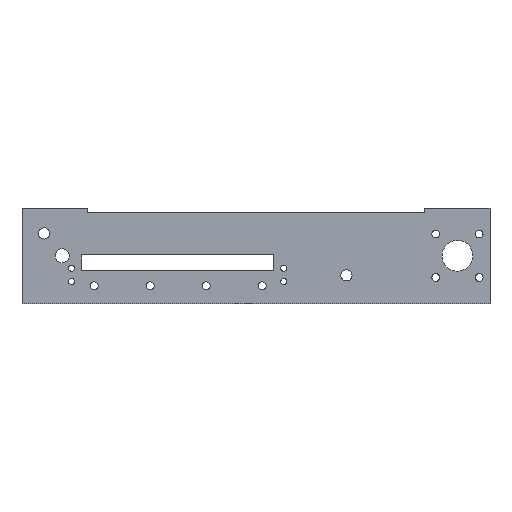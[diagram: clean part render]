
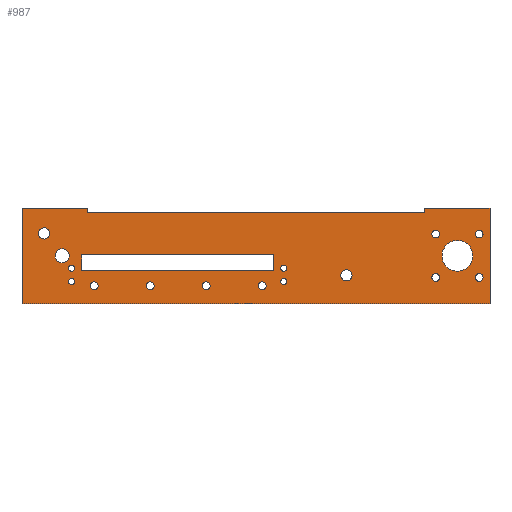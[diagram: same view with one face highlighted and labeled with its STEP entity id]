
A CAD part, top view. The second image highlights one B-rep face of the part: STEP entity #987.
In plain terms, the highlighted planar face has unit normal (0, 0, 1).
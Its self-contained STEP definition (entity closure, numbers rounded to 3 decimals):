
#305 = VERTEX_POINT('',#306);
#306 = CARTESIAN_POINT('',(200.,31.52,3.));
#312 = EDGE_CURVE('',#313,#305,#315,.T.);
#313 = VERTEX_POINT('',#314);
#314 = CARTESIAN_POINT('',(-134.246,31.52,3.));
#315 = LINE('',#316,#317);
#316 = CARTESIAN_POINT('',(100.,31.52,3.));
#317 = VECTOR('',#318,1.);
#318 = DIRECTION('',(1.,0.,0.));
#336 = EDGE_CURVE('',#337,#313,#339,.T.);
#337 = VERTEX_POINT('',#338);
#338 = CARTESIAN_POINT('',(-134.246,100.,3.));
#339 = LINE('',#340,#341);
#340 = CARTESIAN_POINT('',(-134.246,15.76,3.));
#341 = VECTOR('',#342,1.);
#342 = DIRECTION('',(0.,-1.,0.));
#360 = EDGE_CURVE('',#337,#361,#363,.T.);
#361 = VERTEX_POINT('',#362);
#362 = CARTESIAN_POINT('',(-87.746,100.,3.));
#363 = LINE('',#364,#365);
#364 = CARTESIAN_POINT('',(-200.,100.,3.));
#365 = VECTOR('',#366,1.);
#366 = DIRECTION('',(1.,0.,0.));
#382 = EDGE_CURVE('',#383,#361,#385,.T.);
#383 = VERTEX_POINT('',#384);
#384 = CARTESIAN_POINT('',(-87.746,97.,3.));
#385 = LINE('',#386,#387);
#386 = CARTESIAN_POINT('',(-87.746,97.,3.));
#387 = VECTOR('',#388,1.);
#388 = DIRECTION('',(0.,1.,0.));
#406 = EDGE_CURVE('',#407,#383,#409,.T.);
#407 = VERTEX_POINT('',#408);
#408 = CARTESIAN_POINT('',(153.5,97.,3.));
#409 = LINE('',#410,#411);
#410 = CARTESIAN_POINT('',(153.5,97.,3.));
#411 = VECTOR('',#412,1.);
#412 = DIRECTION('',(-1.,0.,0.));
#430 = EDGE_CURVE('',#431,#407,#433,.T.);
#431 = VERTEX_POINT('',#432);
#432 = CARTESIAN_POINT('',(153.5,100.,3.));
#433 = LINE('',#434,#435);
#434 = CARTESIAN_POINT('',(153.5,100.,3.));
#435 = VECTOR('',#436,1.);
#436 = DIRECTION('',(0.,-1.,0.));
#456 = EDGE_CURVE('',#431,#457,#459,.T.);
#457 = VERTEX_POINT('',#458);
#458 = CARTESIAN_POINT('',(200.,100.,3.));
#459 = LINE('',#460,#461);
#460 = CARTESIAN_POINT('',(-200.,100.,3.));
#461 = VECTOR('',#462,1.);
#462 = DIRECTION('',(1.,0.,0.));
#480 = EDGE_CURVE('',#457,#305,#481,.T.);
#481 = LINE('',#482,#483);
#482 = CARTESIAN_POINT('',(200.,100.,3.));
#483 = VECTOR('',#484,1.);
#484 = DIRECTION('',(0.,-1.,0.));
#495 = EDGE_CURVE('',#496,#496,#498,.T.);
#496 = VERTEX_POINT('',#497);
#497 = CARTESIAN_POINT('',(-79.907,44.498,3.));
#498 = CIRCLE('',#499,2.75);
#499 = AXIS2_PLACEMENT_3D('',#500,#501,#502);
#500 = CARTESIAN_POINT('',(-82.657,44.498,3.));
#501 = DIRECTION('',(0.,0.,1.));
#502 = DIRECTION('',(1.,0.,0.));
#522 = VERTEX_POINT('',#523);
#523 = CARTESIAN_POINT('',(-96.604,47.491,3.));
#529 = EDGE_CURVE('',#522,#522,#530,.T.);
#530 = CIRCLE('',#531,2.2);
#531 = AXIS2_PLACEMENT_3D('',#532,#533,#534);
#532 = CARTESIAN_POINT('',(-98.804,47.491,3.));
#533 = DIRECTION('',(0.,0.,-1.));
#534 = DIRECTION('',(1.,0.,0.));
#545 = EDGE_CURVE('',#546,#546,#548,.T.);
#546 = VERTEX_POINT('',#547);
#547 = CARTESIAN_POINT('',(-39.907,44.498,3.));
#548 = CIRCLE('',#549,2.75);
#549 = AXIS2_PLACEMENT_3D('',#550,#551,#552);
#550 = CARTESIAN_POINT('',(-42.657,44.498,3.));
#551 = DIRECTION('',(0.,0.,1.));
#552 = DIRECTION('',(1.,0.,0.));
#570 = EDGE_CURVE('',#571,#571,#573,.T.);
#571 = VERTEX_POINT('',#572);
#572 = CARTESIAN_POINT('',(0.093,44.498,3.));
#573 = CIRCLE('',#574,2.75);
#574 = AXIS2_PLACEMENT_3D('',#575,#576,#577);
#575 = CARTESIAN_POINT('',(-2.657,44.498,3.));
#576 = DIRECTION('',(0.,0.,1.));
#577 = DIRECTION('',(1.,0.,0.));
#597 = VERTEX_POINT('',#598);
#598 = CARTESIAN_POINT('',(-96.604,56.991,3.));
#604 = EDGE_CURVE('',#597,#597,#605,.T.);
#605 = CIRCLE('',#606,2.2);
#606 = AXIS2_PLACEMENT_3D('',#607,#608,#609);
#607 = CARTESIAN_POINT('',(-98.804,56.991,3.));
#608 = DIRECTION('',(0.,0.,-1.));
#609 = DIRECTION('',(1.,0.,0.));
#620 = EDGE_CURVE('',#621,#623,#625,.T.);
#621 = VERTEX_POINT('',#622);
#622 = CARTESIAN_POINT('',(-91.622,55.36,3.));
#623 = VERTEX_POINT('',#624);
#624 = CARTESIAN_POINT('',(-91.622,66.572,3.));
#625 = LINE('',#626,#627);
#626 = CARTESIAN_POINT('',(-91.622,55.36,3.));
#627 = VECTOR('',#628,1.);
#628 = DIRECTION('',(0.,1.,0.));
#651 = EDGE_CURVE('',#652,#621,#654,.T.);
#652 = VERTEX_POINT('',#653);
#653 = CARTESIAN_POINT('',(45.541,55.36,3.));
#654 = LINE('',#655,#656);
#655 = CARTESIAN_POINT('',(45.541,55.36,3.));
#656 = VECTOR('',#657,1.);
#657 = DIRECTION('',(-1.,0.,0.));
#675 = EDGE_CURVE('',#623,#676,#678,.T.);
#676 = VERTEX_POINT('',#677);
#677 = CARTESIAN_POINT('',(45.541,66.572,3.));
#678 = LINE('',#679,#680);
#679 = CARTESIAN_POINT('',(-91.622,66.572,3.));
#680 = VECTOR('',#681,1.);
#681 = DIRECTION('',(1.,0.,0.));
#699 = EDGE_CURVE('',#676,#652,#700,.T.);
#700 = LINE('',#701,#702);
#701 = CARTESIAN_POINT('',(45.541,66.572,3.));
#702 = VECTOR('',#703,1.);
#703 = DIRECTION('',(0.,-1.,0.));
#716 = EDGE_CURVE('',#717,#717,#719,.T.);
#717 = VERTEX_POINT('',#718);
#718 = CARTESIAN_POINT('',(40.093,44.498,3.));
#719 = CIRCLE('',#720,2.75);
#720 = AXIS2_PLACEMENT_3D('',#721,#722,#723);
#721 = CARTESIAN_POINT('',(37.343,44.498,3.));
#722 = DIRECTION('',(0.,0.,1.));
#723 = DIRECTION('',(1.,0.,0.));
#743 = VERTEX_POINT('',#744);
#744 = CARTESIAN_POINT('',(54.896,47.491,3.));
#750 = EDGE_CURVE('',#743,#743,#751,.T.);
#751 = CIRCLE('',#752,2.2);
#752 = AXIS2_PLACEMENT_3D('',#753,#754,#755);
#753 = CARTESIAN_POINT('',(52.696,47.491,3.));
#754 = DIRECTION('',(0.,0.,-1.));
#755 = DIRECTION('',(1.,0.,0.));
#766 = EDGE_CURVE('',#767,#767,#769,.T.);
#767 = VERTEX_POINT('',#768);
#768 = CARTESIAN_POINT('',(101.473,51.955,3.));
#769 = CIRCLE('',#770,4.);
#770 = AXIS2_PLACEMENT_3D('',#771,#772,#773);
#771 = CARTESIAN_POINT('',(97.473,51.955,3.));
#772 = DIRECTION('',(0.,0.,1.));
#773 = DIRECTION('',(1.,0.,0.));
#791 = EDGE_CURVE('',#792,#792,#794,.T.);
#792 = VERTEX_POINT('',#793);
#793 = CARTESIAN_POINT('',(164.014,50.421,3.));
#794 = CIRCLE('',#795,2.75);
#795 = AXIS2_PLACEMENT_3D('',#796,#797,#798);
#796 = CARTESIAN_POINT('',(161.264,50.421,3.));
#797 = DIRECTION('',(0.,0.,1.));
#798 = DIRECTION('',(1.,0.,0.));
#816 = EDGE_CURVE('',#817,#817,#819,.T.);
#817 = VERTEX_POINT('',#818);
#818 = CARTESIAN_POINT('',(195.014,50.421,3.));
#819 = CIRCLE('',#820,2.75);
#820 = AXIS2_PLACEMENT_3D('',#821,#822,#823);
#821 = CARTESIAN_POINT('',(192.264,50.421,3.));
#822 = DIRECTION('',(0.,0.,1.));
#823 = DIRECTION('',(1.,0.,0.));
#843 = VERTEX_POINT('',#844);
#844 = CARTESIAN_POINT('',(54.896,56.991,3.));
#850 = EDGE_CURVE('',#843,#843,#851,.T.);
#851 = CIRCLE('',#852,2.2);
#852 = AXIS2_PLACEMENT_3D('',#853,#854,#855);
#853 = CARTESIAN_POINT('',(52.696,56.991,3.));
#854 = DIRECTION('',(0.,0.,-1.));
#855 = DIRECTION('',(1.,0.,0.));
#866 = EDGE_CURVE('',#867,#867,#869,.T.);
#867 = VERTEX_POINT('',#868);
#868 = CARTESIAN_POINT('',(-100.541,65.921,3.));
#869 = CIRCLE('',#870,5.);
#870 = AXIS2_PLACEMENT_3D('',#871,#872,#873);
#871 = CARTESIAN_POINT('',(-105.541,65.921,3.));
#872 = DIRECTION('',(0.,0.,1.));
#873 = DIRECTION('',(1.,0.,0.));
#891 = EDGE_CURVE('',#892,#892,#894,.T.);
#892 = VERTEX_POINT('',#893);
#893 = CARTESIAN_POINT('',(-114.465,81.863,3.));
#894 = CIRCLE('',#895,4.);
#895 = AXIS2_PLACEMENT_3D('',#896,#897,#898);
#896 = CARTESIAN_POINT('',(-118.465,81.863,3.));
#897 = DIRECTION('',(0.,0.,1.));
#898 = DIRECTION('',(1.,0.,0.));
#916 = EDGE_CURVE('',#917,#917,#919,.T.);
#917 = VERTEX_POINT('',#918);
#918 = CARTESIAN_POINT('',(187.764,65.921,3.));
#919 = CIRCLE('',#920,11.);
#920 = AXIS2_PLACEMENT_3D('',#921,#922,#923);
#921 = CARTESIAN_POINT('',(176.764,65.921,3.));
#922 = DIRECTION('',(0.,0.,1.));
#923 = DIRECTION('',(1.,0.,0.));
#941 = EDGE_CURVE('',#942,#942,#944,.T.);
#942 = VERTEX_POINT('',#943);
#943 = CARTESIAN_POINT('',(164.014,81.421,3.));
#944 = CIRCLE('',#945,2.75);
#945 = AXIS2_PLACEMENT_3D('',#946,#947,#948);
#946 = CARTESIAN_POINT('',(161.264,81.421,3.));
#947 = DIRECTION('',(0.,0.,1.));
#948 = DIRECTION('',(1.,0.,0.));
#966 = EDGE_CURVE('',#967,#967,#969,.T.);
#967 = VERTEX_POINT('',#968);
#968 = CARTESIAN_POINT('',(195.014,81.421,3.));
#969 = CIRCLE('',#970,2.75);
#970 = AXIS2_PLACEMENT_3D('',#971,#972,#973);
#971 = CARTESIAN_POINT('',(192.264,81.421,3.));
#972 = DIRECTION('',(0.,0.,1.));
#973 = DIRECTION('',(1.,0.,0.));
#987 = ADVANCED_FACE('',(#988,#998,#1001,#1004,#1007,#1010,#1013,#1019,
    #1022,#1025,#1028,#1031,#1034,#1037,#1040,#1043,#1046,#1049),#1052,
  .T.);
#988 = FACE_BOUND('',#989,.T.);
#989 = EDGE_LOOP('',(#990,#991,#992,#993,#994,#995,#996,#997));
#990 = ORIENTED_EDGE('',*,*,#336,.T.);
#991 = ORIENTED_EDGE('',*,*,#312,.T.);
#992 = ORIENTED_EDGE('',*,*,#480,.F.);
#993 = ORIENTED_EDGE('',*,*,#456,.F.);
#994 = ORIENTED_EDGE('',*,*,#430,.T.);
#995 = ORIENTED_EDGE('',*,*,#406,.T.);
#996 = ORIENTED_EDGE('',*,*,#382,.T.);
#997 = ORIENTED_EDGE('',*,*,#360,.F.);
#998 = FACE_BOUND('',#999,.T.);
#999 = EDGE_LOOP('',(#1000));
#1000 = ORIENTED_EDGE('',*,*,#495,.F.);
#1001 = FACE_BOUND('',#1002,.T.);
#1002 = EDGE_LOOP('',(#1003));
#1003 = ORIENTED_EDGE('',*,*,#529,.T.);
#1004 = FACE_BOUND('',#1005,.T.);
#1005 = EDGE_LOOP('',(#1006));
#1006 = ORIENTED_EDGE('',*,*,#545,.F.);
#1007 = FACE_BOUND('',#1008,.T.);
#1008 = EDGE_LOOP('',(#1009));
#1009 = ORIENTED_EDGE('',*,*,#570,.F.);
#1010 = FACE_BOUND('',#1011,.T.);
#1011 = EDGE_LOOP('',(#1012));
#1012 = ORIENTED_EDGE('',*,*,#604,.T.);
#1013 = FACE_BOUND('',#1014,.T.);
#1014 = EDGE_LOOP('',(#1015,#1016,#1017,#1018));
#1015 = ORIENTED_EDGE('',*,*,#620,.T.);
#1016 = ORIENTED_EDGE('',*,*,#675,.T.);
#1017 = ORIENTED_EDGE('',*,*,#699,.T.);
#1018 = ORIENTED_EDGE('',*,*,#651,.T.);
#1019 = FACE_BOUND('',#1020,.T.);
#1020 = EDGE_LOOP('',(#1021));
#1021 = ORIENTED_EDGE('',*,*,#716,.F.);
#1022 = FACE_BOUND('',#1023,.T.);
#1023 = EDGE_LOOP('',(#1024));
#1024 = ORIENTED_EDGE('',*,*,#750,.T.);
#1025 = FACE_BOUND('',#1026,.T.);
#1026 = EDGE_LOOP('',(#1027));
#1027 = ORIENTED_EDGE('',*,*,#766,.F.);
#1028 = FACE_BOUND('',#1029,.T.);
#1029 = EDGE_LOOP('',(#1030));
#1030 = ORIENTED_EDGE('',*,*,#791,.F.);
#1031 = FACE_BOUND('',#1032,.T.);
#1032 = EDGE_LOOP('',(#1033));
#1033 = ORIENTED_EDGE('',*,*,#816,.F.);
#1034 = FACE_BOUND('',#1035,.T.);
#1035 = EDGE_LOOP('',(#1036));
#1036 = ORIENTED_EDGE('',*,*,#850,.T.);
#1037 = FACE_BOUND('',#1038,.T.);
#1038 = EDGE_LOOP('',(#1039));
#1039 = ORIENTED_EDGE('',*,*,#866,.F.);
#1040 = FACE_BOUND('',#1041,.T.);
#1041 = EDGE_LOOP('',(#1042));
#1042 = ORIENTED_EDGE('',*,*,#891,.F.);
#1043 = FACE_BOUND('',#1044,.T.);
#1044 = EDGE_LOOP('',(#1045));
#1045 = ORIENTED_EDGE('',*,*,#916,.F.);
#1046 = FACE_BOUND('',#1047,.T.);
#1047 = EDGE_LOOP('',(#1048));
#1048 = ORIENTED_EDGE('',*,*,#941,.F.);
#1049 = FACE_BOUND('',#1050,.T.);
#1050 = EDGE_LOOP('',(#1051));
#1051 = ORIENTED_EDGE('',*,*,#966,.F.);
#1052 = PLANE('',#1053);
#1053 = AXIS2_PLACEMENT_3D('',#1054,#1055,#1056);
#1054 = CARTESIAN_POINT('',(0.,0.,3.));
#1055 = DIRECTION('',(0.,0.,1.));
#1056 = DIRECTION('',(1.,0.,0.));
